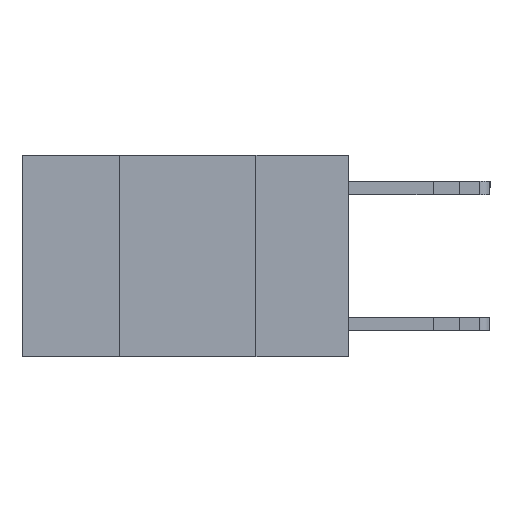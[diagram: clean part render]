
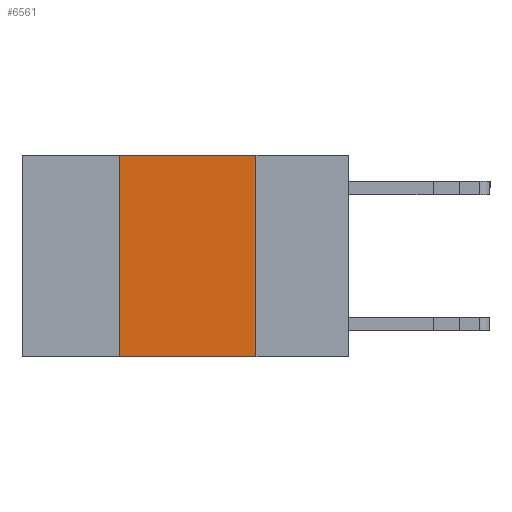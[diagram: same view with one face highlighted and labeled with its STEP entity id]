
A CAD part, left-side view. The second image highlights one B-rep face of the part: STEP entity #6561.
In plain terms, the highlighted planar face has unit normal (-1, 0, 0).
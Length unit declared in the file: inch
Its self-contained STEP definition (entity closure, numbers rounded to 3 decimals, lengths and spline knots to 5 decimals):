
#467 = LINE ( 'NONE', #12310, #14679 ) ;
#690 = ORIENTED_EDGE ( 'NONE', *, *, #11423, .F. ) ;
#910 = DIRECTION ( 'NONE',  ( 1., 0., 0. ) ) ;
#1368 = EDGE_CURVE ( 'NONE', #12152, #12538, #6352, .T. ) ;
#1461 = DIRECTION ( 'NONE',  ( 0., 0., 1. ) ) ;
#2091 = CARTESIAN_POINT ( 'NONE',  ( 0., 0.6, 0. ) ) ;
#2492 = DIRECTION ( 'NONE',  ( 0., -1., 0. ) ) ;
#2976 = VERTEX_POINT ( 'NONE', #14045 ) ;
#3072 = VECTOR ( 'NONE', #1461, 39.37008 ) ;
#3598 = LINE ( 'NONE', #11953, #5749 ) ;
#3885 = PLANE ( 'NONE',  #12891 ) ;
#3970 = ORIENTED_EDGE ( 'NONE', *, *, #1368, .F. ) ;
#4212 = EDGE_CURVE ( 'NONE', #2976, #12152, #467, .T. ) ;
#4247 = CARTESIAN_POINT ( 'NONE',  ( 0., 0.42, -0.37 ) ) ;
#4917 = FACE_OUTER_BOUND ( 'NONE', #5971, .T. ) ;
#5445 = ORIENTED_EDGE ( 'NONE', *, *, #7791, .T. ) ;
#5749 = VECTOR ( 'NONE', #2492, 39.37008 ) ;
#5971 = EDGE_LOOP ( 'NONE', ( #3970, #7263, #690, #5445 ) ) ;
#6352 = LINE ( 'NONE', #9752, #12502 ) ;
#6561 = ADVANCED_FACE ( 'NONE', ( #4917 ), #3885, .F. ) ;
#7263 = ORIENTED_EDGE ( 'NONE', *, *, #4212, .F. ) ;
#7791 = EDGE_CURVE ( 'NONE', #9464, #12538, #3598, .T. ) ;
#8833 = LINE ( 'NONE', #12263, #3072 ) ;
#9464 = VERTEX_POINT ( 'NONE', #4247 ) ;
#9752 = CARTESIAN_POINT ( 'NONE',  ( 0., 0.17, 0. ) ) ;
#10512 = DIRECTION ( 'NONE',  ( 0., 0., -1. ) ) ;
#11273 = CARTESIAN_POINT ( 'NONE',  ( 0., 0.17, 0. ) ) ;
#11423 = EDGE_CURVE ( 'NONE', #9464, #2976, #8833, .T. ) ;
#11953 = CARTESIAN_POINT ( 'NONE',  ( 0., 0.6, -0.37 ) ) ;
#12152 = VERTEX_POINT ( 'NONE', #11273 ) ;
#12263 = CARTESIAN_POINT ( 'NONE',  ( 0., 0.42, 0. ) ) ;
#12310 = CARTESIAN_POINT ( 'NONE',  ( 0., 0.6, 0. ) ) ;
#12502 = VECTOR ( 'NONE', #13394, 39.37008 ) ;
#12538 = VERTEX_POINT ( 'NONE', #14825 ) ;
#12891 = AXIS2_PLACEMENT_3D ( 'NONE', #2091, #910, #10512 ) ;
#13394 = DIRECTION ( 'NONE',  ( 0., 0., -1. ) ) ;
#14045 = CARTESIAN_POINT ( 'NONE',  ( 0., 0.42, 0. ) ) ;
#14679 = VECTOR ( 'NONE', #14763, 39.37008 ) ;
#14763 = DIRECTION ( 'NONE',  ( 0., -1., 0. ) ) ;
#14825 = CARTESIAN_POINT ( 'NONE',  ( 0., 0.17, -0.37 ) ) ;
